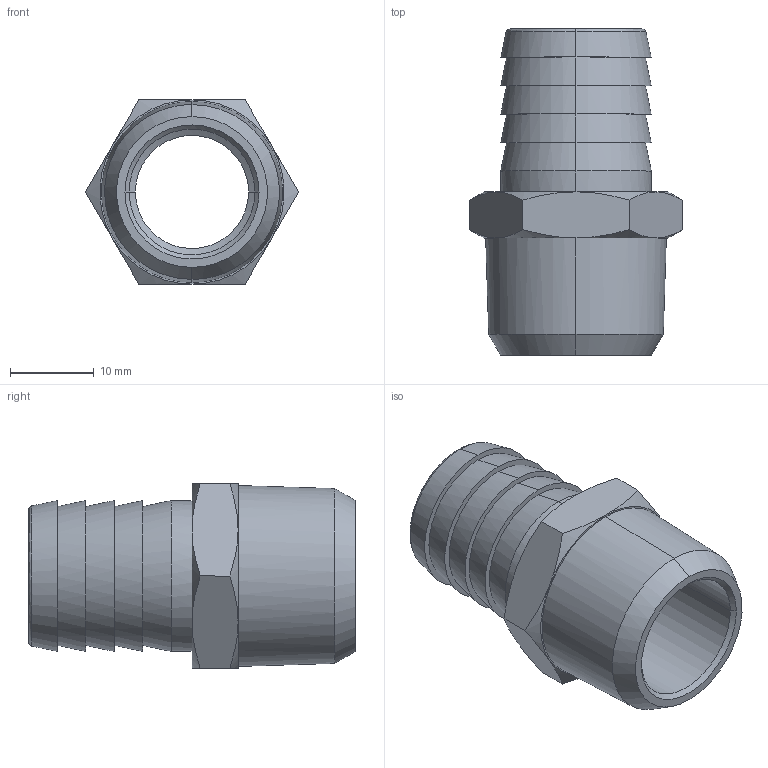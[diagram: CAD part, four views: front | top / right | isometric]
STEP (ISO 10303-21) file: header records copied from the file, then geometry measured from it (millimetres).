
FILE_DESCRIPTION (( 'STEP AP214' ), '1' );
FILE_NAME ('DRF.SP04-18_IC.STEP', '2018-09-06T06:33:56', ( '' ), ( '' ), 'SwSTEP 2.0', 'SolidWorks 2018', '' );
FILE_SCHEMA (( 'AUTOMOTIVE_DESIGN' ));
Length unit declared in the file: millimetre
Products named in the file (1): DRF.SP04-18_IC
Bounding box: 25.4 x 39 x 22 mm (x, y, z)
Volume: 5585.3 mm3; surface area: 4662.9 mm2
Topology: 1 solids, 1 shells, 52 faces, 108 edges, 64 vertices
Faces by surface type: bspline 52
Entity records: 2911 total; most frequent: CARTESIAN_POINT 2205, ORIENTED_EDGE 216, EDGE_CURVE 108, B_SPLINE_CURVE_WITH_KNOTS 91, VERTEX_POINT 64, EDGE_LOOP 60, FACE_OUTER_BOUND 52, ADVANCED_FACE 52
